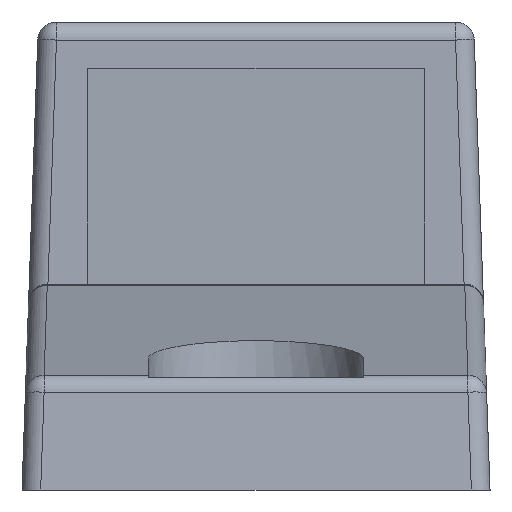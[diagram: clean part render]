
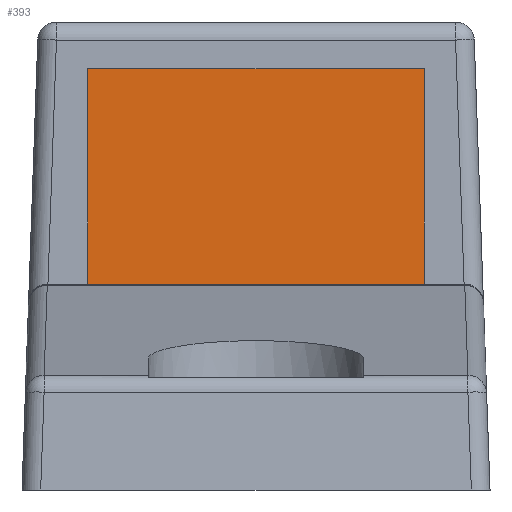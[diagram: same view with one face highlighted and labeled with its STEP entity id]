
A CAD part, front view. The second image highlights one B-rep face of the part: STEP entity #393.
In plain terms, the highlighted planar face has unit normal (0, -1, 0).
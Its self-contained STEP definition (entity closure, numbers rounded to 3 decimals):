
#3 = CARTESIAN_POINT ( 'NONE',  ( 9., 9.5, 22.5 ) ) ;
#46 = LINE ( 'NONE', #1519, #1635 ) ;
#52 = DIRECTION ( 'NONE',  ( -1., 0., 0. ) ) ;
#101 = DIRECTION ( 'NONE',  ( 0., 0., 1. ) ) ;
#120 = VECTOR ( 'NONE', #52, 1000. ) ;
#131 = VECTOR ( 'NONE', #920, 1000. ) ;
#154 = EDGE_CURVE ( 'NONE', #222, #848, #219, .T. ) ;
#219 = LINE ( 'NONE', #1924, #1049 ) ;
#222 = VERTEX_POINT ( 'NONE', #836 ) ;
#266 = DIRECTION ( 'NONE',  ( 0., 1., 0. ) ) ;
#271 = DIRECTION ( 'NONE',  ( 0., 0., -1. ) ) ;
#320 = CARTESIAN_POINT ( 'NONE',  ( 9., 9.5, 22.5 ) ) ;
#393 = ADVANCED_FACE ( 'NONE', ( #1295 ), #759, .F. ) ;
#396 = EDGE_CURVE ( 'NONE', #222, #1370, #492, .T. ) ;
#425 = ORIENTED_EDGE ( 'NONE', *, *, #396, .T. ) ;
#492 = LINE ( 'NONE', #3, #131 ) ;
#528 = LINE ( 'NONE', #919, #120 ) ;
#759 = PLANE ( 'NONE',  #1936 ) ;
#836 = CARTESIAN_POINT ( 'NONE',  ( 9., 9.5, 22.5 ) ) ;
#848 = VERTEX_POINT ( 'NONE', #1081 ) ;
#919 = CARTESIAN_POINT ( 'NONE',  ( 9., 9.5, 11. ) ) ;
#920 = DIRECTION ( 'NONE',  ( -1., 0., 0. ) ) ;
#979 = DIRECTION ( 'NONE',  ( 0., 0., -1. ) ) ;
#1049 = VECTOR ( 'NONE', #979, 1000. ) ;
#1081 = CARTESIAN_POINT ( 'NONE',  ( 9., 9.5, 11. ) ) ;
#1143 = EDGE_LOOP ( 'NONE', ( #1225, #1335, #1556, #425 ) ) ;
#1145 = CARTESIAN_POINT ( 'NONE',  ( -9., 9.5, 11. ) ) ;
#1225 = ORIENTED_EDGE ( 'NONE', *, *, #1280, .T. ) ;
#1239 = CARTESIAN_POINT ( 'NONE',  ( -9., 9.5, 22.5 ) ) ;
#1280 = EDGE_CURVE ( 'NONE', #1370, #1424, #46, .T. ) ;
#1295 = FACE_OUTER_BOUND ( 'NONE', #1143, .T. ) ;
#1335 = ORIENTED_EDGE ( 'NONE', *, *, #1410, .F. ) ;
#1370 = VERTEX_POINT ( 'NONE', #1239 ) ;
#1410 = EDGE_CURVE ( 'NONE', #848, #1424, #528, .T. ) ;
#1424 = VERTEX_POINT ( 'NONE', #1145 ) ;
#1519 = CARTESIAN_POINT ( 'NONE',  ( -9., 9.5, 22.5 ) ) ;
#1556 = ORIENTED_EDGE ( 'NONE', *, *, #154, .F. ) ;
#1635 = VECTOR ( 'NONE', #271, 1000. ) ;
#1924 = CARTESIAN_POINT ( 'NONE',  ( 9., 9.5, 22.5 ) ) ;
#1936 = AXIS2_PLACEMENT_3D ( 'NONE', #320, #266, #101 ) ;
